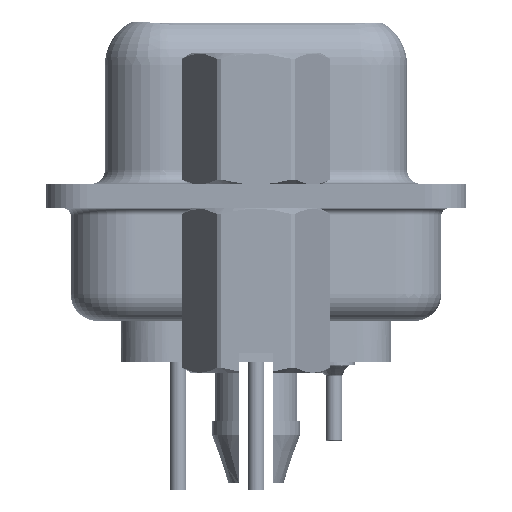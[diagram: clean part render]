
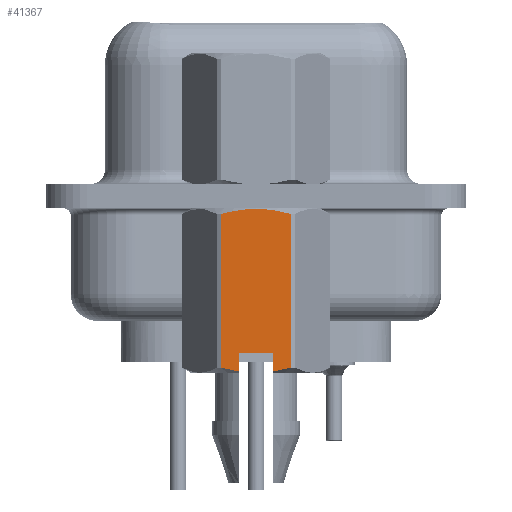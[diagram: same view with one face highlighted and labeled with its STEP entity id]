
A CAD part, left-side view. The second image highlights one B-rep face of the part: STEP entity #41367.
In plain terms, the highlighted planar face has unit normal (-1, 0, 0).
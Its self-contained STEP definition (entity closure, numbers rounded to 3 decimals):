
#40 = EDGE_CURVE ( 'NONE', #20461, #2179, #42331, .T. ) ;
#2179 = VERTEX_POINT ( 'NONE', #22143 ) ;
#3569 = ORIENTED_EDGE ( 'NONE', *, *, #40, .T. ) ;
#4008 = VECTOR ( 'NONE', #7601, 1000. ) ;
#4038 = EDGE_CURVE ( 'NONE', #11419, #20461, #18383, .T. ) ;
#4114 = EDGE_CURVE ( 'NONE', #25452, #30443, #44310, .T. ) ;
#4354 = CARTESIAN_POINT ( 'NONE',  ( -2.381, 0.858, -0.55 ) ) ;
#5834 = EDGE_LOOP ( 'NONE', ( #43620, #47338, #31602, #24984, #41760, #38738, #28936, #13586, #3569 ) ) ;
#7195 = CARTESIAN_POINT ( 'NONE',  ( -2.381, -0.428, -0.485 ) ) ;
#7601 = DIRECTION ( 'NONE',  ( 0., 0., -1. ) ) ;
#7771 = CARTESIAN_POINT ( 'NONE',  ( -2.381, -0.625, -5.7 ) ) ;
#7800 = VERTEX_POINT ( 'NONE', #38687 ) ;
#8035 = DIRECTION ( 'NONE',  ( 0., 0., -1. ) ) ;
#8155 = CARTESIAN_POINT ( 'NONE',  ( -2.381, -1.273, -6.248 ) ) ;
#8335 = CARTESIAN_POINT ( 'NONE',  ( -2.381, -1.273, -0.652 ) ) ;
#8628 = CARTESIAN_POINT ( 'NONE',  ( -2.381, -0.842, -6.354 ) ) ;
#8753 = LINE ( 'NONE', #44986, #42245 ) ;
#8815 = VECTOR ( 'NONE', #46519, 1000. ) ;
#10080 = VECTOR ( 'NONE', #12888, 1000. ) ;
#10529 = EDGE_CURVE ( 'NONE', #30443, #20214, #36347, .T. ) ;
#10801 = DIRECTION ( 'NONE',  ( 0., 0., 1. ) ) ;
#11419 = VERTEX_POINT ( 'NONE', #19008 ) ;
#11929 = CARTESIAN_POINT ( 'NONE',  ( -2.381, 1.273, -0.652 ) ) ;
#12888 = DIRECTION ( 'NONE',  ( 0., 1., 0. ) ) ;
#13026 = CARTESIAN_POINT ( 'NONE',  ( -2.381, -1.06, -6.306 ) ) ;
#13379 = CARTESIAN_POINT ( 'NONE',  ( -2.381, -0.625, -5.7 ) ) ;
#13586 = ORIENTED_EDGE ( 'NONE', *, *, #4038, .T. ) ;
#13866 = PLANE ( 'NONE',  #42356 ) ;
#14545 = CARTESIAN_POINT ( 'NONE',  ( -2.381, -0.853, -0.549 ) ) ;
#14802 = CARTESIAN_POINT ( 'NONE',  ( -2.381, 0.845, -6.353 ) ) ;
#14929 = VECTOR ( 'NONE', #10801, 1000. ) ;
#16565 = CARTESIAN_POINT ( 'NONE',  ( -2.381, 0., -0.468 ) ) ;
#18383 = LINE ( 'NONE', #26664, #4008 ) ;
#18956 = CARTESIAN_POINT ( 'NONE',  ( -2.381, 1.273, -6.248 ) ) ;
#19008 = CARTESIAN_POINT ( 'NONE',  ( -2.381, 1.273, -0.652 ) ) ;
#19369 = CARTESIAN_POINT ( 'NONE',  ( -2.381, -1.065, -0.596 ) ) ;
#20214 = VERTEX_POINT ( 'NONE', #30296 ) ;
#20461 = VERTEX_POINT ( 'NONE', #44388 ) ;
#21073 = LINE ( 'NONE', #39426, #8815 ) ;
#22108 = CARTESIAN_POINT ( 'NONE',  ( -2.381, -0.215, -0.468 ) ) ;
#22143 = CARTESIAN_POINT ( 'NONE',  ( -2.381, 0.625, -6.385 ) ) ;
#22716 = CARTESIAN_POINT ( 'NONE',  ( -2.381, -0.625, -6.385 ) ) ;
#24984 = ORIENTED_EDGE ( 'NONE', *, *, #26370, .T. ) ;
#25452 = VERTEX_POINT ( 'NONE', #31197 ) ;
#26370 = EDGE_CURVE ( 'NONE', #35256, #25452, #36066, .T. ) ;
#26664 = CARTESIAN_POINT ( 'NONE',  ( -2.381, 1.273, 0.581 ) ) ;
#28522 = CARTESIAN_POINT ( 'NONE',  ( -2.381, -1.375, 7.399 ) ) ;
#28829 = EDGE_CURVE ( 'NONE', #47043, #7800, #46882, .T. ) ;
#28936 = ORIENTED_EDGE ( 'NONE', *, *, #39849, .T. ) ;
#29206 = CARTESIAN_POINT ( 'NONE',  ( -2.381, 1.06, -6.306 ) ) ;
#30296 = CARTESIAN_POINT ( 'NONE',  ( -2.381, 0., -0.468 ) ) ;
#30443 = VERTEX_POINT ( 'NONE', #39498 ) ;
#30750 = EDGE_CURVE ( 'NONE', #7800, #2179, #8753, .T. ) ;
#31197 = CARTESIAN_POINT ( 'NONE',  ( -2.381, -1.273, -6.248 ) ) ;
#31464 = CARTESIAN_POINT ( 'NONE',  ( -2.381, 0.215, -0.468 ) ) ;
#31602 = ORIENTED_EDGE ( 'NONE', *, *, #42302, .T. ) ;
#31717 = FACE_OUTER_BOUND ( 'NONE', #5834, .T. ) ;
#33125 = CARTESIAN_POINT ( 'NONE',  ( -2.381, 0., -0.468 ) ) ;
#34198 = CARTESIAN_POINT ( 'NONE',  ( -2.381, 1.066, -0.596 ) ) ;
#35256 = VERTEX_POINT ( 'NONE', #22716 ) ;
#35286 = CARTESIAN_POINT ( 'NONE',  ( -2.381, -0.625, -6.385 ) ) ;
#36066 = B_SPLINE_CURVE_WITH_KNOTS ( 'NONE', 3,
 ( #35286, #8628, #13026, #8155 ),
 .UNSPECIFIED., .F., .F.,
 ( 4, 4 ),
 ( 0.003, 0.004 ),
 .UNSPECIFIED. ) ;
#36347 = B_SPLINE_CURVE_WITH_KNOTS ( 'NONE', 3,
 ( #8335, #19369, #14545, #7195, #22108, #33125 ),
 .UNSPECIFIED., .F., .F.,
 ( 4, 2, 4 ),
 ( 0.003, 0.003, 0.004 ),
 .UNSPECIFIED. ) ;
#38060 = B_SPLINE_CURVE_WITH_KNOTS ( 'NONE', 3,
 ( #16565, #31464, #46387, #4354, #34198, #11929 ),
 .UNSPECIFIED., .F., .F.,
 ( 4, 2, 4 ),
 ( 0.004, 0.004, 0.005 ),
 .UNSPECIFIED. ) ;
#38687 = CARTESIAN_POINT ( 'NONE',  ( -2.381, 0.625, -5.7 ) ) ;
#38738 = ORIENTED_EDGE ( 'NONE', *, *, #10529, .T. ) ;
#39426 = CARTESIAN_POINT ( 'NONE',  ( -2.381, -0.625, -5.7 ) ) ;
#39498 = CARTESIAN_POINT ( 'NONE',  ( -2.381, -1.273, -0.652 ) ) ;
#39849 = EDGE_CURVE ( 'NONE', #20214, #11419, #38060, .T. ) ;
#41367 = ADVANCED_FACE ( 'NONE', ( #31717 ), #13866, .T. ) ;
#41615 = CARTESIAN_POINT ( 'NONE',  ( -2.381, -1.273, 0.581 ) ) ;
#41760 = ORIENTED_EDGE ( 'NONE', *, *, #4114, .T. ) ;
#42245 = VECTOR ( 'NONE', #8035, 1000. ) ;
#42302 = EDGE_CURVE ( 'NONE', #47043, #35256, #21073, .T. ) ;
#42331 = B_SPLINE_CURVE_WITH_KNOTS ( 'NONE', 3,
 ( #18956, #29206, #14802, #44398 ),
 .UNSPECIFIED., .F., .F.,
 ( 4, 4 ),
 ( 0.001, 0.002 ),
 .UNSPECIFIED. ) ;
#42356 = AXIS2_PLACEMENT_3D ( 'NONE', #28522, #47121, #43938 ) ;
#43620 = ORIENTED_EDGE ( 'NONE', *, *, #30750, .F. ) ;
#43938 = DIRECTION ( 'NONE',  ( 0., 0., 1. ) ) ;
#44310 = LINE ( 'NONE', #41615, #14929 ) ;
#44388 = CARTESIAN_POINT ( 'NONE',  ( -2.381, 1.273, -6.248 ) ) ;
#44398 = CARTESIAN_POINT ( 'NONE',  ( -2.381, 0.625, -6.385 ) ) ;
#44986 = CARTESIAN_POINT ( 'NONE',  ( -2.381, 0.625, -5.7 ) ) ;
#46387 = CARTESIAN_POINT ( 'NONE',  ( -2.381, 0.432, -0.485 ) ) ;
#46519 = DIRECTION ( 'NONE',  ( 0., 0., -1. ) ) ;
#46882 = LINE ( 'NONE', #13379, #10080 ) ;
#47043 = VERTEX_POINT ( 'NONE', #7771 ) ;
#47121 = DIRECTION ( 'NONE',  ( -1., 0., 0. ) ) ;
#47338 = ORIENTED_EDGE ( 'NONE', *, *, #28829, .F. ) ;
